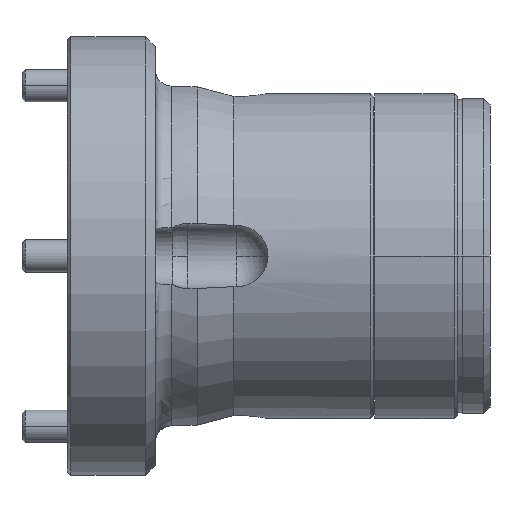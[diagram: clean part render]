
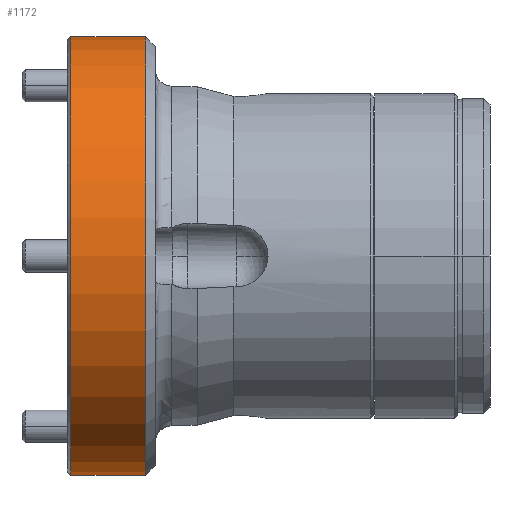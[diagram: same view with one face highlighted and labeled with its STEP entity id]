
A CAD part, front view. The second image highlights one B-rep face of the part: STEP entity #1172.
In plain terms, the highlighted cylindrical face has radius 67.5 mm (diameter 135 mm), a partial arc.
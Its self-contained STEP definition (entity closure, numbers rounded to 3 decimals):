
#186 = DIRECTION ( 'NONE',  ( -1., 0., 0. ) ) ;
#262 = VECTOR ( 'NONE', #4474, 1000. ) ;
#361 = DIRECTION ( 'NONE',  ( 0., 0., 1. ) ) ;
#405 = CARTESIAN_POINT ( 'NONE',  ( 0., 0., 67.5 ) ) ;
#563 = ORIENTED_EDGE ( 'NONE', *, *, #5565, .T. ) ;
#769 = CARTESIAN_POINT ( 'NONE',  ( 1., 0., 0. ) ) ;
#845 = DIRECTION ( 'NONE',  ( -1., 0., 0. ) ) ;
#902 = EDGE_CURVE ( 'NONE', #3135, #4124, #1474, .T. ) ;
#932 = VERTEX_POINT ( 'NONE', #4500 ) ;
#998 = CIRCLE ( 'NONE', #3580, 67.5 ) ;
#1061 = AXIS2_PLACEMENT_3D ( 'NONE', #1886, #5033, #2328 ) ;
#1172 = ADVANCED_FACE ( 'NONE', ( #2871 ), #3800, .T. ) ;
#1232 = DIRECTION ( 'NONE',  ( 0., 0., -1. ) ) ;
#1474 = LINE ( 'NONE', #405, #262 ) ;
#1677 = VECTOR ( 'NONE', #845, 1000. ) ;
#1886 = CARTESIAN_POINT ( 'NONE',  ( 24., 0., 0. ) ) ;
#1974 = LINE ( 'NONE', #3561, #1677 ) ;
#2093 = EDGE_CURVE ( 'NONE', #932, #3135, #4993, .T. ) ;
#2328 = DIRECTION ( 'NONE',  ( 0., 0., 1. ) ) ;
#2871 = FACE_OUTER_BOUND ( 'NONE', #4442, .T. ) ;
#3135 = VERTEX_POINT ( 'NONE', #5275 ) ;
#3330 = ORIENTED_EDGE ( 'NONE', *, *, #2093, .T. ) ;
#3561 = CARTESIAN_POINT ( 'NONE',  ( 0., 0., -67.5 ) ) ;
#3580 = AXIS2_PLACEMENT_3D ( 'NONE', #769, #3929, #1232 ) ;
#3615 = EDGE_CURVE ( 'NONE', #932, #5212, #1974, .T. ) ;
#3799 = CARTESIAN_POINT ( 'NONE',  ( 0., 0., 0. ) ) ;
#3800 = CYLINDRICAL_SURFACE ( 'NONE', #5177, 67.5 ) ;
#3929 = DIRECTION ( 'NONE',  ( 1., 0., 0. ) ) ;
#4124 = VERTEX_POINT ( 'NONE', #5165 ) ;
#4442 = EDGE_LOOP ( 'NONE', ( #4926, #3330, #5233, #563 ) ) ;
#4474 = DIRECTION ( 'NONE',  ( -1., 0., 0. ) ) ;
#4500 = CARTESIAN_POINT ( 'NONE',  ( 24., 0., -67.5 ) ) ;
#4926 = ORIENTED_EDGE ( 'NONE', *, *, #3615, .F. ) ;
#4993 = CIRCLE ( 'NONE', #1061, 67.5 ) ;
#5005 = CARTESIAN_POINT ( 'NONE',  ( 1., 0., -67.5 ) ) ;
#5033 = DIRECTION ( 'NONE',  ( -1., 0., 0. ) ) ;
#5165 = CARTESIAN_POINT ( 'NONE',  ( 1., 0., 67.5 ) ) ;
#5177 = AXIS2_PLACEMENT_3D ( 'NONE', #3799, #186, #361 ) ;
#5212 = VERTEX_POINT ( 'NONE', #5005 ) ;
#5233 = ORIENTED_EDGE ( 'NONE', *, *, #902, .T. ) ;
#5275 = CARTESIAN_POINT ( 'NONE',  ( 24., 0., 67.5 ) ) ;
#5565 = EDGE_CURVE ( 'NONE', #4124, #5212, #998, .T. ) ;
